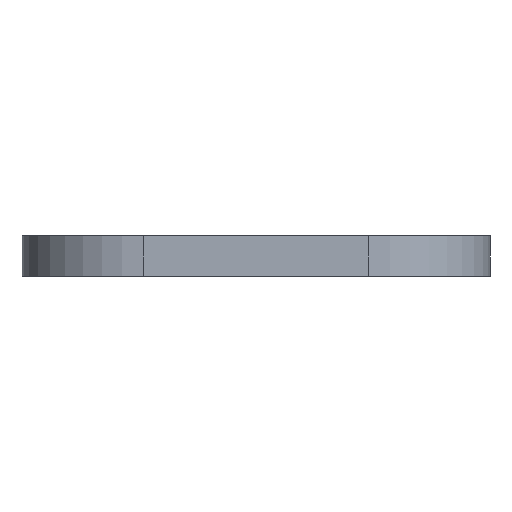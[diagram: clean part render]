
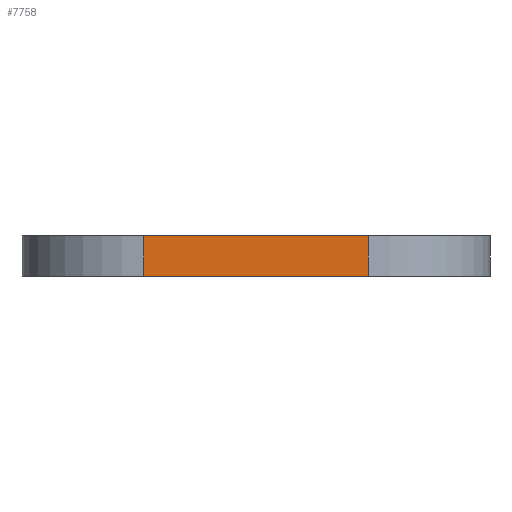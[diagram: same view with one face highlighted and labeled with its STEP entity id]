
A CAD part, left-side view. The second image highlights one B-rep face of the part: STEP entity #7758.
In plain terms, the highlighted planar face has unit normal (-1, 0, 0).
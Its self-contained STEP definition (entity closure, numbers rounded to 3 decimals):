
#532=FACE_OUTER_BOUND('',#1018,.T.);
#1018=EDGE_LOOP('',(#6228,#6229,#6230,#6231));
#1517=LINE('',#12345,#2227);
#1730=LINE('',#13043,#2440);
#1732=LINE('',#13051,#2442);
#1733=LINE('',#13053,#2443);
#2227=VECTOR('',#9584,10.);
#2440=VECTOR('',#10259,10.);
#2442=VECTOR('',#10269,10.);
#2443=VECTOR('',#10272,10.);
#3421=VERTEX_POINT('',#12342);
#3422=VERTEX_POINT('',#12344);
#3675=VERTEX_POINT('',#13040);
#3676=VERTEX_POINT('',#13042);
#4283=EDGE_CURVE('',#3421,#3422,#1517,.T.);
#4631=EDGE_CURVE('',#3676,#3675,#1730,.T.);
#4636=EDGE_CURVE('',#3676,#3421,#1732,.T.);
#4637=EDGE_CURVE('',#3422,#3675,#1733,.T.);
#6228=ORIENTED_EDGE('',*,*,#4631,.T.);
#6229=ORIENTED_EDGE('',*,*,#4637,.F.);
#6230=ORIENTED_EDGE('',*,*,#4283,.F.);
#6231=ORIENTED_EDGE('',*,*,#4636,.F.);
#7416=PLANE('',#8493);
#7758=ADVANCED_FACE('',(#532),#7416,.T.);
#8493=AXIS2_PLACEMENT_3D('',#13052,#10270,#10271);
#9584=DIRECTION('',(0.,-1.,0.));
#10259=DIRECTION('',(0.,-1.,0.));
#10269=DIRECTION('',(0.,0.,1.));
#10270=DIRECTION('center_axis',(-1.,0.,0.));
#10271=DIRECTION('ref_axis',(0.,-1.,0.));
#10272=DIRECTION('',(0.,0.,-1.));
#12342=CARTESIAN_POINT('',(-121.26,-73.786,27.56));
#12344=CARTESIAN_POINT('',(-121.26,-115.436,27.56));
#12345=CARTESIAN_POINT('',(-121.26,-137.936,27.56));
#13040=CARTESIAN_POINT('',(-121.26,-115.436,20.06));
#13042=CARTESIAN_POINT('',(-121.26,-73.786,20.06));
#13043=CARTESIAN_POINT('',(-121.26,-72.948,20.06));
#13051=CARTESIAN_POINT('',(-121.26,-73.786,25.56));
#13052=CARTESIAN_POINT('Origin',(-121.26,-51.286,25.56));
#13053=CARTESIAN_POINT('',(-121.26,-115.436,25.56));
